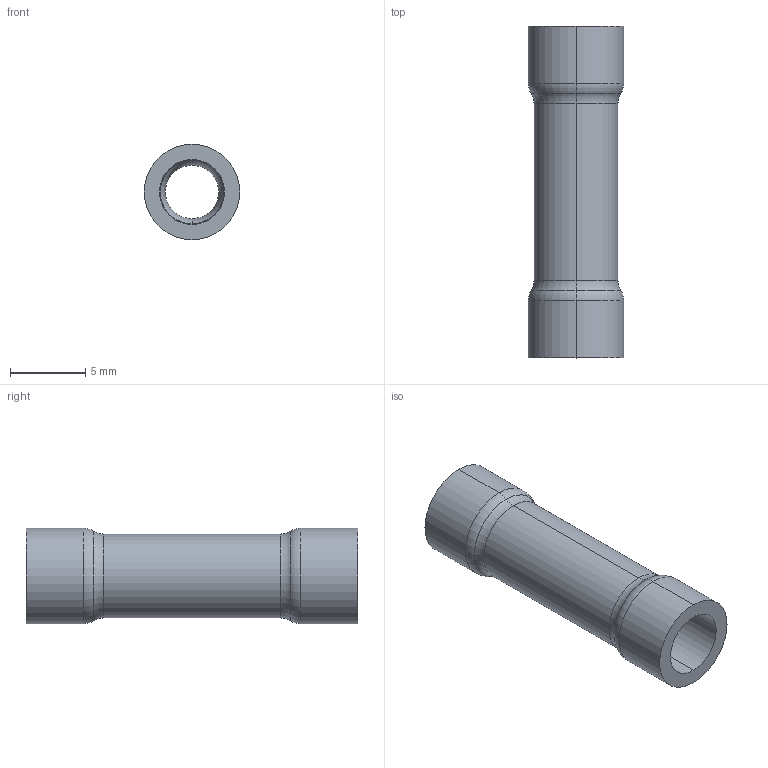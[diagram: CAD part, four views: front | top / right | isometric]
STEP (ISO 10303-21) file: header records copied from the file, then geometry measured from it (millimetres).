
FILE_DESCRIPTION (( 'STEP AP214' ), '1' );
FILE_NAME ('Connector_12-10AWG.step', '2019-01-04T16:04:50', ( '' ), ( '' ), 'SwSTEP 2.0', 'SolidWorks 2018', '' );
FILE_SCHEMA (( 'AUTOMOTIVE_DESIGN' ));
Length unit declared in the file: inch
Products named in the file (1): Connector_12-10AWG
Bounding box: 6.35 x 22.1 x 6.35 mm (x, y, z)
Volume: 346.1 mm3; surface area: 715.3 mm2
Topology: 1 solids, 1 shells, 30 faces, 60 edges, 32 vertices
Faces by surface type: torus 16, cylinder 12, plane 2
Entity records: 824 total; most frequent: DIRECTION 170, CARTESIAN_POINT 123, ORIENTED_EDGE 120, AXIS2_PLACEMENT_3D 79, EDGE_CURVE 60, CIRCLE 48, VERTEX_POINT 32, EDGE_LOOP 32
